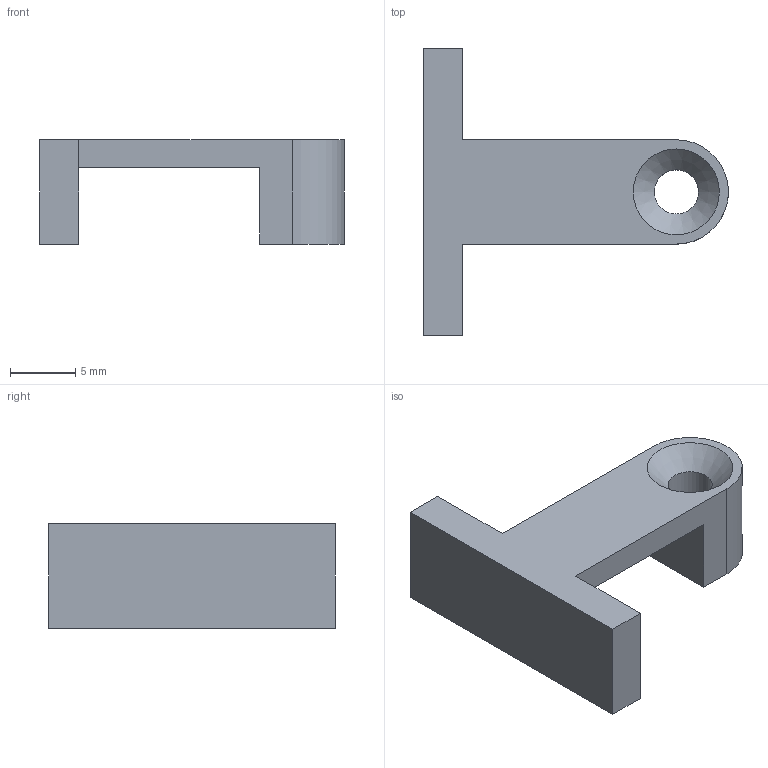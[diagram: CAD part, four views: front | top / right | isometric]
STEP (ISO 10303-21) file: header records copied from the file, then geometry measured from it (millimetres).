
FILE_DESCRIPTION(('FreeCAD Model'),'2;1');
FILE_NAME('Open CASCADE Shape Model','2023-08-31T17:00:13',(''),(''), 'Open CASCADE STEP processor 7.6','FreeCAD','Unknown');
FILE_SCHEMA(('AUTOMOTIVE_DESIGN { 1 0 10303 214 1 1 1 1 }'));
Length unit declared in the file: millimetre
Products named in the file (1): Pocket053032691
Bounding box: 23.4 x 22 x 8 mm (x, y, z)
Volume: 732.9 mm3; surface area: 1165.3 mm2
Topology: 1 solids, 1 shells, 18 faces, 47 edges, 31 vertices
Faces by surface type: plane 15, cylinder 2, cone 1
Full cylindrical faces by diameter (mm): 3.4 x1
Entity records: 1153 total; most frequent: CARTESIAN_POINT 241, DIRECTION 144, ORIENTED_EDGE 94, PCURVE 94, DEFINITIONAL_REPRESENTATION 94, LINE 94, VECTOR 94, EDGE_CURVE 47
